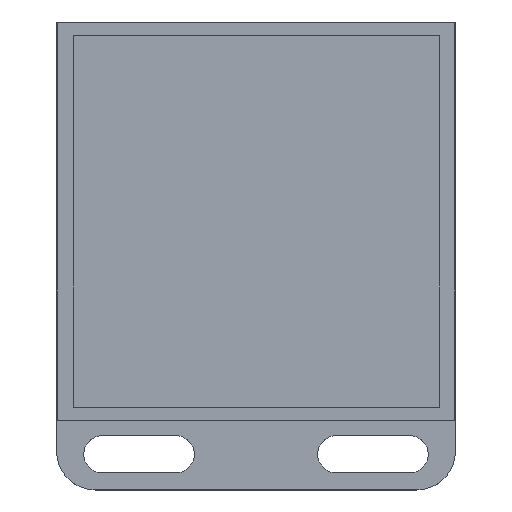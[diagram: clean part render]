
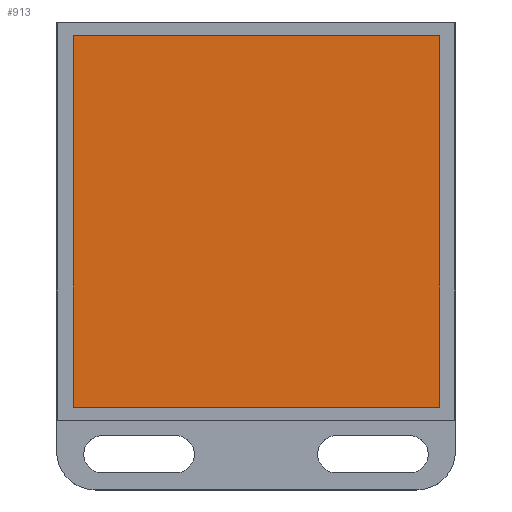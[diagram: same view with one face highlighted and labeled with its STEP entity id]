
A CAD part, top view. The second image highlights one B-rep face of the part: STEP entity #913.
In plain terms, the highlighted planar face has unit normal (0, 0, 1).
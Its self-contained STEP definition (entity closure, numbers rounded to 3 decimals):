
#264=DIRECTION('',(-1.,0.,0.));
#265=VECTOR('',#264,47.25);
#266=CARTESIAN_POINT('',(23.7,-19.5,8.5));
#267=LINE('',#266,#265);
#272=DIRECTION('',(0.,1.,0.));
#273=VECTOR('',#272,47.9);
#274=CARTESIAN_POINT('',(-23.55,-19.5,8.5));
#275=LINE('',#274,#273);
#280=DIRECTION('',(1.,0.,0.));
#281=VECTOR('',#280,47.25);
#282=CARTESIAN_POINT('',(-23.55,28.4,8.5));
#283=LINE('',#282,#281);
#288=DIRECTION('',(0.,-1.,0.));
#289=VECTOR('',#288,47.9);
#290=CARTESIAN_POINT('',(23.7,28.4,8.5));
#291=LINE('',#290,#289);
#360=CARTESIAN_POINT('',(-23.55,-19.5,8.5));
#361=CARTESIAN_POINT('',(-23.55,28.4,8.5));
#362=VERTEX_POINT('',#360);
#363=VERTEX_POINT('',#361);
#372=CARTESIAN_POINT('',(23.7,28.4,8.5));
#373=VERTEX_POINT('',#372);
#378=CARTESIAN_POINT('',(23.7,-19.5,8.5));
#379=VERTEX_POINT('',#378);
#902=CARTESIAN_POINT('',(-23.55,-19.5,8.5));
#903=DIRECTION('',(0.,0.,1.));
#904=DIRECTION('',(1.,0.,0.));
#905=AXIS2_PLACEMENT_3D('',#902,#903,#904);
#906=PLANE('',#905);
#907=ORIENTED_EDGE('',*,*,#848,.T.);
#908=ORIENTED_EDGE('',*,*,#869,.T.);
#909=ORIENTED_EDGE('',*,*,#889,.T.);
#910=ORIENTED_EDGE('',*,*,#826,.T.);
#911=EDGE_LOOP('',(#907,#908,#909,#910));
#912=FACE_OUTER_BOUND('',#911,.F.);
#913=ADVANCED_FACE('',(#912),#906,.T.);
#826=EDGE_CURVE('',#379,#362,#267,.T.);
#848=EDGE_CURVE('',#362,#363,#275,.T.);
#869=EDGE_CURVE('',#363,#373,#283,.T.);
#889=EDGE_CURVE('',#373,#379,#291,.T.);
